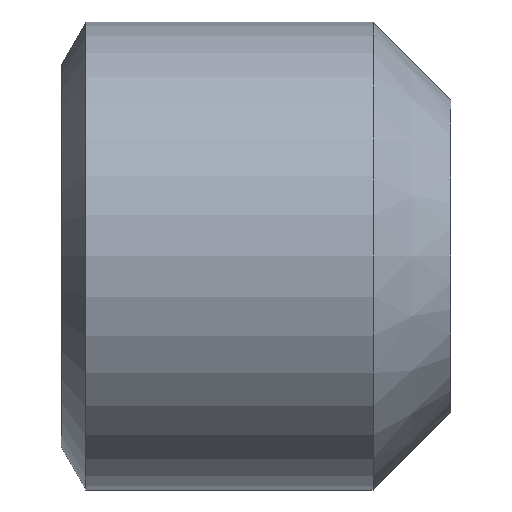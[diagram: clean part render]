
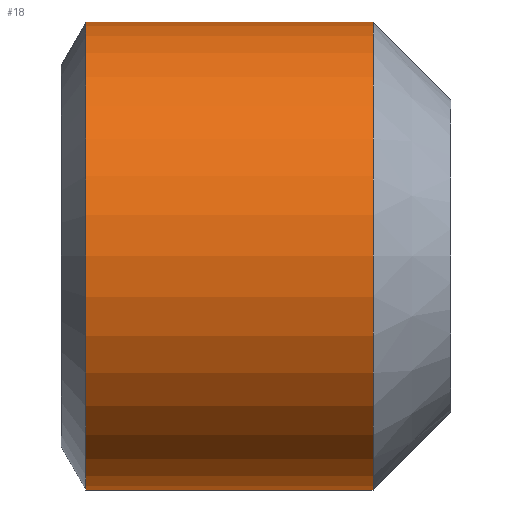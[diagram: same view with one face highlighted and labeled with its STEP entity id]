
A CAD part, front view. The second image highlights one B-rep face of the part: STEP entity #18.
In plain terms, the highlighted cylindrical face has radius 3 mm (diameter 6 mm), a partial arc.
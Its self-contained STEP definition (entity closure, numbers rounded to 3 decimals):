
#1 = CARTESIAN_POINT ( 'NONE',  ( 0.32, 0., -3. ) ) ;
#4 = ORIENTED_EDGE ( 'NONE', *, *, #206, .F. ) ;
#18 = ADVANCED_FACE ( 'NONE', ( #132 ), #432, .T. ) ;
#30 = VERTEX_POINT ( 'NONE', #448 ) ;
#31 = CARTESIAN_POINT ( 'NONE',  ( 4., 0., 3. ) ) ;
#32 = CARTESIAN_POINT ( 'NONE',  ( 4., 0., -3. ) ) ;
#34 = VERTEX_POINT ( 'NONE', #32 ) ;
#53 = VERTEX_POINT ( 'NONE', #31 ) ;
#74 = EDGE_CURVE ( 'NONE', #53, #30, #280, .T. ) ;
#95 = VECTOR ( 'NONE', #246, 1000. ) ;
#96 = VERTEX_POINT ( 'NONE', #1 ) ;
#102 = CARTESIAN_POINT ( 'NONE',  ( -12.7, 0., 0. ) ) ;
#114 = DIRECTION ( 'NONE',  ( 0., 0., 1. ) ) ;
#117 = EDGE_CURVE ( 'NONE', #34, #96, #127, .T. ) ;
#127 = LINE ( 'NONE', #387, #331 ) ;
#132 = FACE_OUTER_BOUND ( 'NONE', #384, .T. ) ;
#140 = ORIENTED_EDGE ( 'NONE', *, *, #117, .F. ) ;
#142 = CARTESIAN_POINT ( 'NONE',  ( -12.7, 0., 3. ) ) ;
#143 = DIRECTION ( 'NONE',  ( -1., 0., 0. ) ) ;
#144 = DIRECTION ( 'NONE',  ( -1., 0., 0. ) ) ;
#155 = DIRECTION ( 'NONE',  ( 0., 0., 1. ) ) ;
#176 = AXIS2_PLACEMENT_3D ( 'NONE', #219, #256, #114 ) ;
#185 = CIRCLE ( 'NONE', #176, 3. ) ;
#206 = EDGE_CURVE ( 'NONE', #96, #30, #185, .T. ) ;
#209 = DIRECTION ( 'NONE',  ( 0., 0., 1. ) ) ;
#219 = CARTESIAN_POINT ( 'NONE',  ( 0.32, 0., 0. ) ) ;
#246 = DIRECTION ( 'NONE',  ( -1., 0., 0. ) ) ;
#248 = ORIENTED_EDGE ( 'NONE', *, *, #263, .T. ) ;
#256 = DIRECTION ( 'NONE',  ( -1., 0., 0. ) ) ;
#263 = EDGE_CURVE ( 'NONE', #34, #53, #313, .T. ) ;
#275 = AXIS2_PLACEMENT_3D ( 'NONE', #327, #364, #155 ) ;
#280 = LINE ( 'NONE', #142, #95 ) ;
#307 = ORIENTED_EDGE ( 'NONE', *, *, #74, .T. ) ;
#313 = CIRCLE ( 'NONE', #275, 3. ) ;
#327 = CARTESIAN_POINT ( 'NONE',  ( 4., 0., 0. ) ) ;
#331 = VECTOR ( 'NONE', #144, 1000. ) ;
#350 = AXIS2_PLACEMENT_3D ( 'NONE', #102, #143, #209 ) ;
#364 = DIRECTION ( 'NONE',  ( -1., 0., 0. ) ) ;
#384 = EDGE_LOOP ( 'NONE', ( #140, #248, #307, #4 ) ) ;
#387 = CARTESIAN_POINT ( 'NONE',  ( -12.7, 0., -3. ) ) ;
#432 = CYLINDRICAL_SURFACE ( 'NONE', #350, 3. ) ;
#448 = CARTESIAN_POINT ( 'NONE',  ( 0.32, 0., 3. ) ) ;
